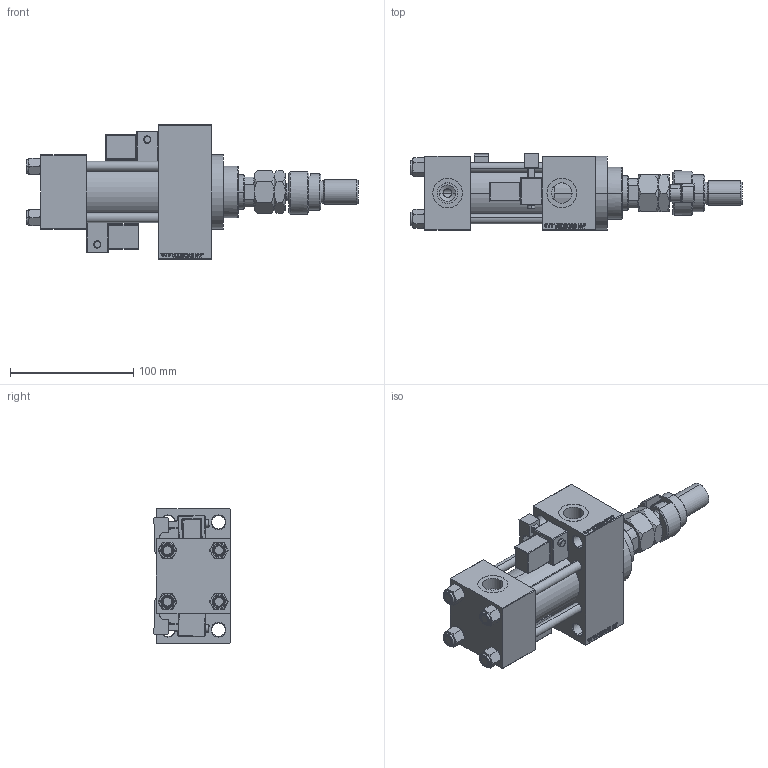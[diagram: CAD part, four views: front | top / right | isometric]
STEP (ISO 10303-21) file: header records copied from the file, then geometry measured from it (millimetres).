
FILE_DESCRIPTION (( 'STEP AP203' ), '1' );
FILE_NAME ('219a.STEP', '2022-04-14T17:21:41', ( '' ), ( '' ), 'SwSTEP 2.0', 'SolidWorks 2019', '' );
FILE_SCHEMA (( 'CONFIG_CONTROL_DESIGN' ));
Length unit declared in the file: millimetre
Products named in the file (10): FEMALE_PART_FOR_DFA 5796c781f3b51f8d6ec0b8a0d8b3a045; V215CR_D_Body 5796c781f3b51f8d6ec0b8a0d8b3a045; V215CR_D_TYCINKA 5796c781f3b51f8d6ec0b8a0d8b3a045; NUT_M5_D 5796c781f3b51f8d6ec0b8a0d8b3a045; DFA 5796c781f3b51f8d6ec0b8a0d8b3a045; V215CR_MSU 5796c781f3b51f8d6ec0b8a0d8b3a045; 219a; V215CR_VCP_D 5796c781f3b51f8d6ec0b8a0d8b3a045; MFA 5796c781f3b51f8d6ec0b8a0d8b3a045; V215_VC_A 5796c781f3b51f8d6ec0b8a0d8b3a045
Assembly tree (16 placements, depth 3):
  219a
    V215CR_D_Body 5796c781f3b51f8d6ec0b8a0d8b3a045
    V215CR_VCP_D 5796c781f3b51f8d6ec0b8a0d8b3a045
    NUT_M5_D 5796c781f3b51f8d6ec0b8a0d8b3a045  x4
    V215CR_D_TYCINKA 5796c781f3b51f8d6ec0b8a0d8b3a045  x4
    V215_VC_A 5796c781f3b51f8d6ec0b8a0d8b3a045
    DFA 5796c781f3b51f8d6ec0b8a0d8b3a045
      FEMALE_PART_FOR_DFA 5796c781f3b51f8d6ec0b8a0d8b3a045
      MFA 5796c781f3b51f8d6ec0b8a0d8b3a045
    V215CR_MSU 5796c781f3b51f8d6ec0b8a0d8b3a045  x2
Bounding box: 269 x 61.9 x 109 mm (x, y, z)
Volume: 618419.7 mm3; surface area: 154405.5 mm2
Topology: 15 solids, 15 shells, 1353 faces, 3319 edges, 2093 vertices
Faces by surface type: plane 588, bspline 368, cone 184, cylinder 165, torus 24, sphere 24
Entity records: 52568 total; most frequent: CARTESIAN_POINT 26202, ORIENTED_EDGE 5748, DIRECTION 4030, EDGE_CURVE 2874, VERTEX_POINT 1853, VECTOR 1668, LINE 1668, EDGE_LOOP 1293
